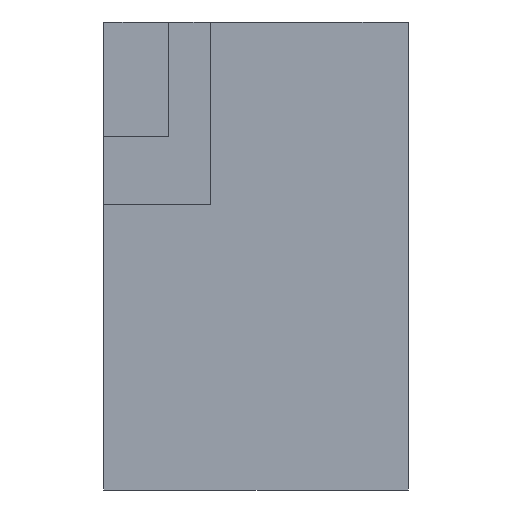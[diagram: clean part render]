
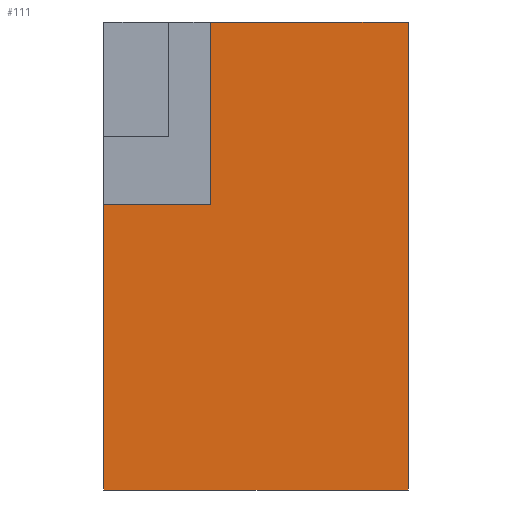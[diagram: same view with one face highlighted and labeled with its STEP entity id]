
A CAD part, front view. The second image highlights one B-rep face of the part: STEP entity #111.
In plain terms, the highlighted planar face has unit normal (0, -1, 0).
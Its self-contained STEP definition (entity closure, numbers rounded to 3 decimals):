
#111=ADVANCED_FACE('',(#3192),#3194,.F.);
#3192=FACE_BOUND('',#3193,.T.);
#3193=EDGE_LOOP('',(#7784,#7785,#7786,#7787,#7788,#7789));
#3194=PLANE('',#3195);
#3195=AXIS2_PLACEMENT_3D('',#3196,#3197,#3198);
#3196=CARTESIAN_POINT('',(-2.,-5.,6.15));
#3197=DIRECTION('',(0.,1.,0.));
#3198=DIRECTION('',(0.,-0.,1.));
#7784=ORIENTED_EDGE('',*,*,#9334,.F.);
#7785=ORIENTED_EDGE('',*,*,#9596,.F.);
#7786=ORIENTED_EDGE('',*,*,#9597,.T.);
#7787=ORIENTED_EDGE('',*,*,#9593,.T.);
#7788=ORIENTED_EDGE('',*,*,#9598,.T.);
#7789=ORIENTED_EDGE('',*,*,#9342,.F.);
#9334=EDGE_CURVE('',#10245,#10247,#10248,.T.);
#9342=EDGE_CURVE('',#10247,#10262,#10263,.T.);
#9593=EDGE_CURVE('',#10762,#10760,#10763,.T.);
#9596=EDGE_CURVE('',#10767,#10245,#10768,.T.);
#9597=EDGE_CURVE('',#10767,#10762,#10769,.T.);
#9598=EDGE_CURVE('',#10760,#10262,#10770,.T.);
#10245=VERTEX_POINT('',#11763);
#10247=VERTEX_POINT('',#11767);
#10248=LINE('',#11768,#11769);
#10262=VERTEX_POINT('',#11798);
#10263=LINE('',#11799,#11800);
#10760=VERTEX_POINT('',#14777);
#10762=VERTEX_POINT('',#14781);
#10763=LINE('',#14782,#14783);
#10767=VERTEX_POINT('',#14792);
#10768=LINE('',#14793,#14794);
#10769=LINE('',#14796,#14797);
#10770=LINE('',#14799,#14800);
#11763=CARTESIAN_POINT('',(-0.6,-5.,6.15));
#11767=CARTESIAN_POINT('',(2.,-5.,6.15));
#11768=CARTESIAN_POINT('',(-0.6,-5.,6.15));
#11769=VECTOR('',#11770,1.);
#11770=DIRECTION('',(1.,0.,0.));
#11798=CARTESIAN_POINT('',(2.,-5.,0.));
#11799=CARTESIAN_POINT('',(2.,-5.,6.15));
#11800=VECTOR('',#11801,1.);
#11801=DIRECTION('',(0.,0.,-1.));
#14777=CARTESIAN_POINT('',(-2.,-5.,0.));
#14781=CARTESIAN_POINT('',(-2.,-5.,3.75));
#14782=CARTESIAN_POINT('',(-2.,-5.,3.75));
#14783=VECTOR('',#14784,1.);
#14784=DIRECTION('',(0.,0.,-1.));
#14792=CARTESIAN_POINT('',(-0.6,-5.,3.75));
#14793=CARTESIAN_POINT('',(-0.6,-5.,3.75));
#14794=VECTOR('',#14795,1.);
#14795=DIRECTION('',(0.,0.,1.));
#14796=CARTESIAN_POINT('',(-0.6,-5.,3.75));
#14797=VECTOR('',#14798,1.);
#14798=DIRECTION('',(-1.,0.,0.));
#14799=CARTESIAN_POINT('',(-2.,-5.,0.));
#14800=VECTOR('',#14801,1.);
#14801=DIRECTION('',(1.,0.,0.));
